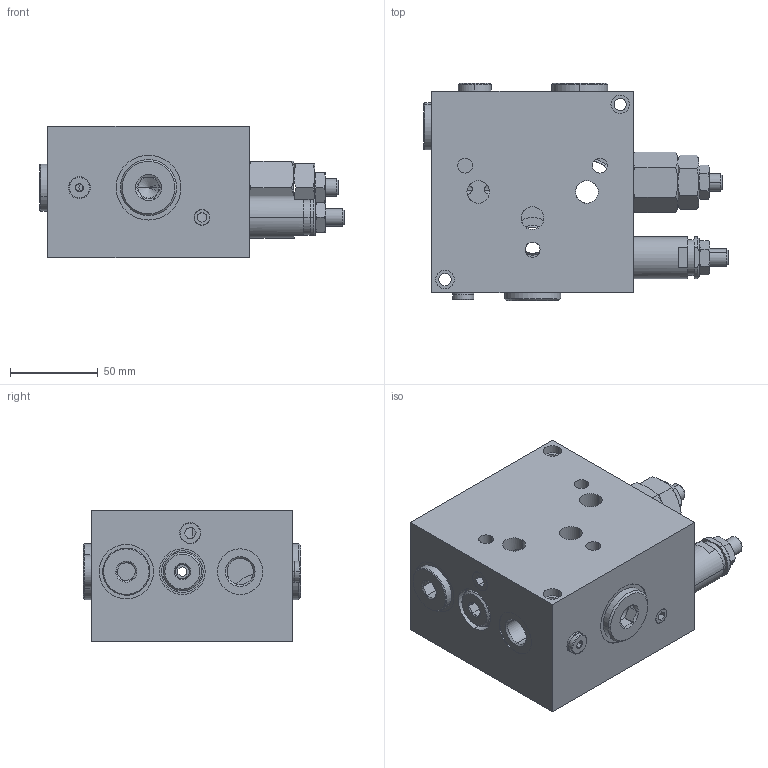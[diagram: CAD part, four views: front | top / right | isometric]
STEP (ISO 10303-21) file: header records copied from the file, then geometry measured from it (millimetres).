
FILE_DESCRIPTION (( 'STEP AP203' ), '1' );
FILE_NAME ('BA60U-C---1.step', '2016-09-14T13:06:09', ( 'User' ), ( '' ), 'SwSTEP 2.0', 'SolidWorks 2014', '' );
FILE_SCHEMA (( 'CONFIG_CONTROL_DESIGN' ));
Length unit declared in the file: millimetre
Products named in the file (1): BA60U-C---1
Bounding box: 173.6 x 124 x 75 mm (x, y, z)
Surface area: 91400.2 mm2 (no closed solid volume)
Topology: 0 solids, 18 shells, 314 faces, 849 edges, 549 vertices
Faces by surface type: plane 141, cylinder 88, cone 81, torus 4
Entity records: 11594 total; most frequent: CARTESIAN_POINT 3799, DIRECTION 1617, ORIENTED_EDGE 1473, EDGE_CURVE 847, AXIS2_PLACEMENT_3D 629, VERTEX_POINT 549, EDGE_LOOP 374, LINE 359
